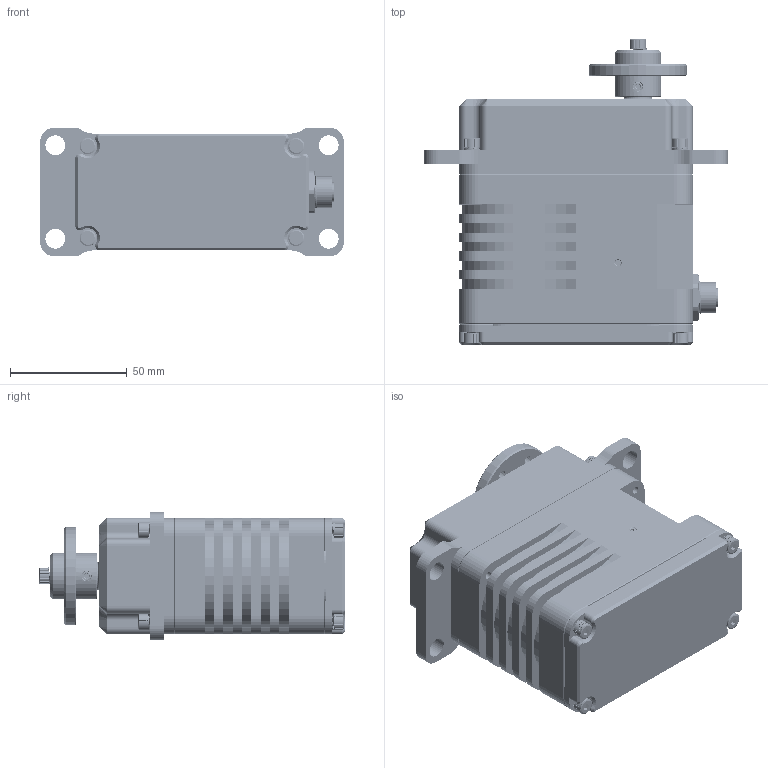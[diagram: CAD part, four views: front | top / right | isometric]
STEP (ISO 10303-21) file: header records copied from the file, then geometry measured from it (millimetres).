
FILE_DESCRIPTION((''),'2;1');
FILE_NAME('SG50BL_TOTAL_ASSY_ASM','2024-06-13T',('sangmin.kim'),(''),'CREO PARAMETRIC BY PTC INC, 2016050','CREO PARAMETRIC BY PTC INC, 2016050','');
FILE_SCHEMA(('CONFIG_CONTROL_DESIGN'));
Products named in the file (20): SG50T_AL6061_120101010142; SG50M_AL6061_120101020130; SG50L_AL6061_120101030133; SG50G5HNCS_SCM440_12XXXXXXXXXX; SG50SG5_NON_CLUTCH_ASSY_ASM; CONICAL_THREADED_PLUG_1-8-27; 12XXXXXXXXXX_SUS_HSH_M4XL20; 12XXXXXXXXXX_SW_4_1X7X1_2; 12XXXXXXXXXX_SUS_HSH_M4XL10; SG50_OILSEAL_PLATE; FH-SHCS-M3XL6; C-T4131012041-000-A-3D; C-T4131012041-000-A-_NUT; C-T4131012041-000-A-O-RING; 120201000114_CUP_POINT_M3XL3; MOS12-S_S45C_120217000180; 12XXXXXXXXXX_SC_M4XL5; 120204000058_SW_7_6X4_1X1; HSH_M4XL6_SUS_120201000182; SG50BL_TOTAL_ASSY_ASM
Assembly tree (38 placements, depth 3):
  SG50BL_TOTAL_ASSY_ASM
    SG50T_AL6061_120101010142
    SG50M_AL6061_120101020130
    SG50L_AL6061_120101030133
    SG50SG5_NON_CLUTCH_ASSY_ASM
      SG50G5HNCS_SCM440_12XXXXXXXXXX
    CONICAL_THREADED_PLUG_1-8-27
    12XXXXXXXXXX_SUS_HSH_M4XL20  x4
    12XXXXXXXXXX_SW_4_1X7X1_2  x8
    12XXXXXXXXXX_SUS_HSH_M4XL10  x4
    SG50_OILSEAL_PLATE
    FH-SHCS-M3XL6  x4
    C-T4131012041-000-A-3D
    C-T4131012041-000-A-_NUT
    C-T4131012041-000-A-O-RING
    120201000114_CUP_POINT_M3XL3
    MOS12-S_S45C_120217000180
    12XXXXXXXXXX_SC_M4XL5  x4
    120204000058_SW_7_6X4_1X1
    HSH_M4XL6_SUS_120201000182
Bounding box: 130 x 130.8 x 55 mm (x, y, z)
Volume: 506773.8 mm3; surface area: 96022.9 mm2
Topology: 39 solids, 39 shells, 3217 faces, 8812 edges, 5737 vertices
Faces by surface type: cylinder 1447, plane 1084, bspline 424, cone 245, torus 15, extrusion 2
Entity records: 133576 total; most frequent: CARTESIAN_POINT 71073, ORIENTED_EDGE 9614, DIRECTION 7685, PRESENTATION_STYLE_ASSIGNMENT 5518, STYLED_ITEM 5494, CURVE_STYLE 4809, EDGE_CURVE 4807, VERTEX_POINT 3122
